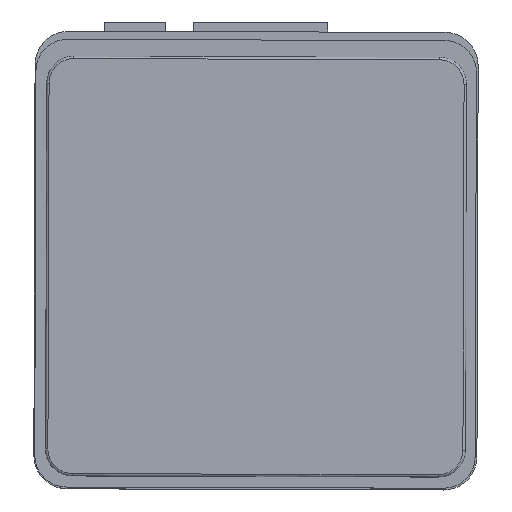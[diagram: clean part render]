
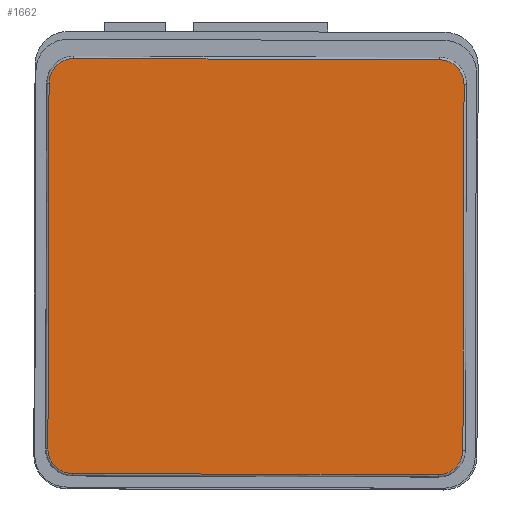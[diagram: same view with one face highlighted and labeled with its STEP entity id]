
A CAD part, top view. The second image highlights one B-rep face of the part: STEP entity #1662.
In plain terms, the highlighted face is planar.
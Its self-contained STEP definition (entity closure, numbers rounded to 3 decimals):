
#94=CIRCLE('',#1808,2.1);
#95=CIRCLE('',#1809,2.1);
#96=CIRCLE('',#1810,2.1);
#97=CIRCLE('',#1811,2.1);
#160=FACE_OUTER_BOUND('',#255,.T.);
#255=EDGE_LOOP('',(#1245,#1246,#1247,#1248,#1249,#1250,#1251,#1252));
#401=LINE('',#2660,#577);
#402=LINE('',#2664,#578);
#403=LINE('',#2668,#579);
#404=LINE('',#2672,#580);
#577=VECTOR('',#2119,1000.);
#578=VECTOR('',#2122,1000.);
#579=VECTOR('',#2125,1000.);
#580=VECTOR('',#2128,1000.);
#767=VERTEX_POINT('',#2658);
#768=VERTEX_POINT('',#2659);
#769=VERTEX_POINT('',#2661);
#770=VERTEX_POINT('',#2663);
#771=VERTEX_POINT('',#2665);
#772=VERTEX_POINT('',#2667);
#773=VERTEX_POINT('',#2669);
#774=VERTEX_POINT('',#2671);
#951=EDGE_CURVE('',#767,#768,#401,.T.);
#952=EDGE_CURVE('',#768,#769,#94,.T.);
#953=EDGE_CURVE('',#769,#770,#402,.T.);
#954=EDGE_CURVE('',#770,#771,#95,.T.);
#955=EDGE_CURVE('',#771,#772,#403,.T.);
#956=EDGE_CURVE('',#772,#773,#96,.T.);
#957=EDGE_CURVE('',#773,#774,#404,.T.);
#958=EDGE_CURVE('',#774,#767,#97,.T.);
#1245=ORIENTED_EDGE('',*,*,#951,.T.);
#1246=ORIENTED_EDGE('',*,*,#952,.T.);
#1247=ORIENTED_EDGE('',*,*,#953,.T.);
#1248=ORIENTED_EDGE('',*,*,#954,.T.);
#1249=ORIENTED_EDGE('',*,*,#955,.T.);
#1250=ORIENTED_EDGE('',*,*,#956,.T.);
#1251=ORIENTED_EDGE('',*,*,#957,.T.);
#1252=ORIENTED_EDGE('',*,*,#958,.T.);
#1599=PLANE('',#1807);
#1662=ADVANCED_FACE('',(#160),#1599,.T.);
#1807=AXIS2_PLACEMENT_3D('',#2657,#2117,#2118);
#1808=AXIS2_PLACEMENT_3D('',#2662,#2120,#2121);
#1809=AXIS2_PLACEMENT_3D('',#2666,#2123,#2124);
#1810=AXIS2_PLACEMENT_3D('',#2670,#2126,#2127);
#1811=AXIS2_PLACEMENT_3D('',#2673,#2129,#2130);
#2117=DIRECTION('center_axis',(1.,0.,0.));
#2118=DIRECTION('ref_axis',(0.,0.,-1.));
#2119=DIRECTION('',(0.,0.,1.));
#2120=DIRECTION('center_axis',(1.,0.,0.));
#2121=DIRECTION('ref_axis',(0.,0.,
-1.));
#2122=DIRECTION('',(0.,-1.,0.));
#2123=DIRECTION('center_axis',(1.,0.,0.));
#2124=DIRECTION('ref_axis',(0.,0.,
-1.));
#2125=DIRECTION('',(0.,0.,-1.));
#2126=DIRECTION('center_axis',(1.,0.,0.));
#2127=DIRECTION('ref_axis',(0.,0.,
-1.));
#2128=DIRECTION('',(0.,1.,0.));
#2129=DIRECTION('center_axis',(1.,0.,0.));
#2130=DIRECTION('ref_axis',(0.,0.,
-1.));
#2657=CARTESIAN_POINT('Origin',(1.3,33.58,-2.3));
#2658=CARTESIAN_POINT('',(1.3,35.68,-33.58));
#2659=CARTESIAN_POINT('',(1.3,35.68,-2.3));
#2660=CARTESIAN_POINT('',(1.3,35.68,-2.3));
#2661=CARTESIAN_POINT('',(1.3,33.58,-0.2));
#2662=CARTESIAN_POINT('Origin',(1.3,33.58,-2.3));
#2663=CARTESIAN_POINT('',(1.3,2.3,-0.2));
#2664=CARTESIAN_POINT('',(1.3,33.58,-0.2));
#2665=CARTESIAN_POINT('',(1.3,0.2,-2.3));
#2666=CARTESIAN_POINT('Origin',(1.3,2.3,-2.3));
#2667=CARTESIAN_POINT('',(1.3,0.2,-33.58));
#2668=CARTESIAN_POINT('',(1.3,0.2,-33.58));
#2669=CARTESIAN_POINT('',(1.3,2.3,-35.68));
#2670=CARTESIAN_POINT('Origin',(1.3,2.3,-33.58));
#2671=CARTESIAN_POINT('',(1.3,33.58,-35.68));
#2672=CARTESIAN_POINT('',(1.3,33.58,-35.68));
#2673=CARTESIAN_POINT('Origin',(1.3,33.58,-33.58));
